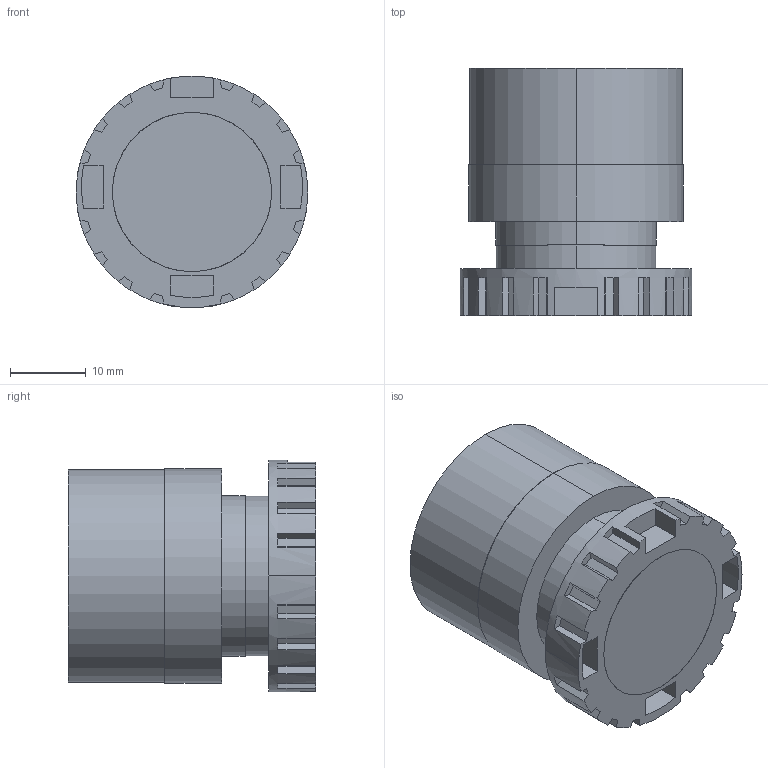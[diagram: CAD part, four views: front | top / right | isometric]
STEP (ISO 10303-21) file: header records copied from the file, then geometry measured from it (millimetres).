
FILE_DESCRIPTION((''),'2;1');
FILE_NAME('CSW-BFI_WH_ASM','2022-04-12T10:19:51',('klemen.sitar'),('Audax d.o.o.'),'CREO PARAMETRIC BY PTC INC, 2021304','CREO PARAMETRIC BY PTC INC, 2021304','');
FILE_SCHEMA(('AP242_MANAGED_MODEL_BASED_3D_ENGINEERING_MIM_LF { 1 0 10303 442 1 1 4 }'));
Length unit declared in the file: metre
Products named in the file (5): CSW-BFI_WH_1_1; CSW-BFI_WH_2; CSW-BFI_WH_3; CSW-BFI_WH_3_1; CSW-BFI_WH_ASM
Assembly tree (4 placements, depth 2):
  CSW-BFI_WH_ASM
    CSW-BFI_WH_1_1
    CSW-BFI_WH_2
    CSW-BFI_WH_3
    CSW-BFI_WH_3_1
Bounding box: 30.5 x 32.6 x 30.5 mm (x, y, z)
Volume: 17656.5 mm3; surface area: 10949.8 mm2
Topology: 4 solids, 5 shells, 120 faces, 313 edges, 213 vertices
Faces by surface type: plane 95, cylinder 25
Entity records: 6434 total; most frequent: CARTESIAN_POINT 717, DIRECTION 672, ORIENTED_EDGE 620, PRESENTATION_STYLE_ASSIGNMENT 443, STYLED_ITEM 443, COLOUR_RGB 339, CURVE_STYLE 318, EDGE_CURVE 311
